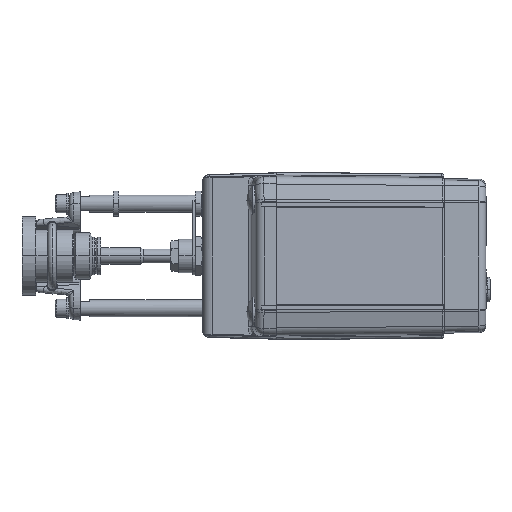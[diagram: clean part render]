
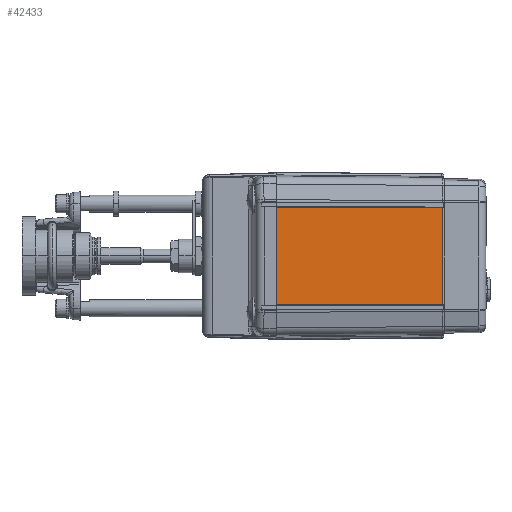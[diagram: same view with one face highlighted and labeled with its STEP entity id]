
A CAD part, left-side view. The second image highlights one B-rep face of the part: STEP entity #42433.
In plain terms, the highlighted face is planar.
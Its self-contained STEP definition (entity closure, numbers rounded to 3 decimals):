
#22963=DIRECTION('',(0.001,1.,0.009));
#22964=VECTOR('',#22963,119.312);
#22965=CARTESIAN_POINT('',(-35.06,2.,-50.669));
#22966=LINE('',#22965,#22964);
#22976=DIRECTION('',(1.,0.,0.));
#22977=VECTOR('',#22976,70.121);
#22978=CARTESIAN_POINT('',(-35.06,2.,-50.669));
#22979=LINE('',#22978,#22977);
#22980=DIRECTION('',(0.001,-1.,-0.009));
#22981=VECTOR('',#22980,119.312);
#22982=CARTESIAN_POINT('',(34.923,121.308,
-49.628));
#22983=LINE('',#22982,#22981);
#24075=DIRECTION('',(-1.,0.,0.));
#24076=VECTOR('',#24075,69.847);
#24077=CARTESIAN_POINT('',(34.923,121.308,
-49.628));
#24078=LINE('',#24077,#24076);
#34957=CARTESIAN_POINT('',(-35.06,2.,-50.669));
#34958=CARTESIAN_POINT('',(-34.923,121.308,
-49.628));
#34959=VERTEX_POINT('',#34957);
#34960=VERTEX_POINT('',#34958);
#34972=CARTESIAN_POINT('',(34.923,121.308,
-49.628));
#34973=VERTEX_POINT('',#34972);
#34974=CARTESIAN_POINT('',(35.06,2.,-50.669));
#34975=VERTEX_POINT('',#34974);
#42420=CARTESIAN_POINT('',(42.901,0.,-50.687));
#42421=DIRECTION('',(0.,0.009,-1.));
#42422=DIRECTION('',(1.,0.,0.));
#42423=AXIS2_PLACEMENT_3D('',#42420,#42421,#42422);
#42424=PLANE('',#42423);
#42425=ORIENTED_EDGE('',*,*,#42412,.F.);
#42426=ORIENTED_EDGE('',*,*,#42278,.T.);
#42428=ORIENTED_EDGE('',*,*,#42427,.F.);
#42430=ORIENTED_EDGE('',*,*,#42429,.T.);
#42431=EDGE_LOOP('',(#42425,#42426,#42428,#42430));
#42432=FACE_OUTER_BOUND('',#42431,.F.);
#42433=ADVANCED_FACE('',(#42432),#42424,.T.);
#42278=EDGE_CURVE('',#34959,#34975,#22979,.T.);
#42412=EDGE_CURVE('',#34959,#34960,#22966,.T.);
#42427=EDGE_CURVE('',#34973,#34975,#22983,.T.);
#42429=EDGE_CURVE('',#34973,#34960,#24078,.T.);
